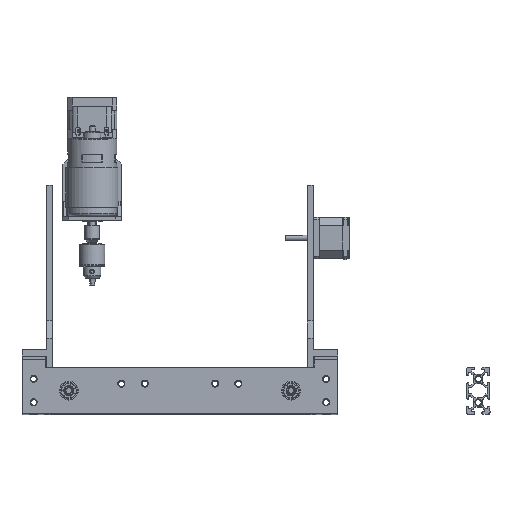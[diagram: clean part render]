
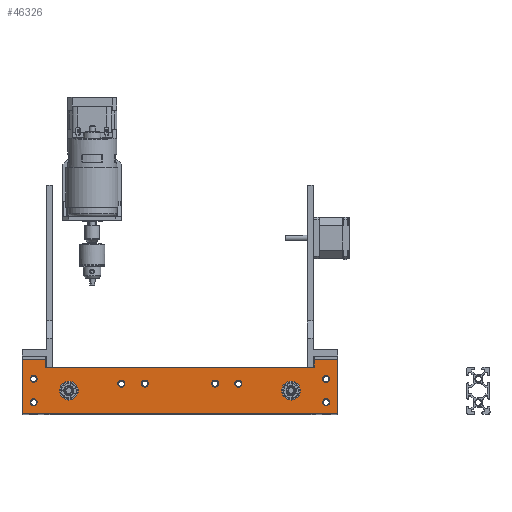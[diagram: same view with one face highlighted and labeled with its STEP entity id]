
A CAD part, top view. The second image highlights one B-rep face of the part: STEP entity #46326.
In plain terms, the highlighted planar face has unit normal (0, 0, 1).
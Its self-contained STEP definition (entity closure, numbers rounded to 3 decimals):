
#1400=FACE_BOUND('',#6857,.T.);
#1401=FACE_BOUND('',#6858,.T.);
#1402=FACE_BOUND('',#6859,.T.);
#1403=FACE_BOUND('',#6860,.T.);
#1404=FACE_BOUND('',#6861,.T.);
#1405=FACE_BOUND('',#6862,.T.);
#1406=FACE_BOUND('',#6863,.T.);
#1407=FACE_BOUND('',#6864,.T.);
#1408=FACE_BOUND('',#6865,.T.);
#1409=FACE_BOUND('',#6866,.T.);
#2243=PLANE('',#50081);
#4185=FACE_OUTER_BOUND('',#6856,.T.);
#6856=EDGE_LOOP('',(#36921,#36922,#36923,#36924,#36925,#36926,#36927,#36928));
#6857=EDGE_LOOP('',(#36929));
#6858=EDGE_LOOP('',(#36930));
#6859=EDGE_LOOP('',(#36931));
#6860=EDGE_LOOP('',(#36932));
#6861=EDGE_LOOP('',(#36933));
#6862=EDGE_LOOP('',(#36934));
#6863=EDGE_LOOP('',(#36935));
#6864=EDGE_LOOP('',(#36936));
#6865=EDGE_LOOP('',(#36937));
#6866=EDGE_LOOP('',(#36938));
#9056=CIRCLE('',#50041,3.);
#9058=CIRCLE('',#50044,3.);
#9060=CIRCLE('',#50047,3.);
#9062=CIRCLE('',#50050,3.);
#9064=CIRCLE('',#50053,3.);
#9066=CIRCLE('',#50056,3.);
#9068=CIRCLE('',#50059,3.);
#9070=CIRCLE('',#50062,3.);
#9073=CIRCLE('',#50067,8.);
#9077=CIRCLE('',#50074,8.);
#12381=LINE('',#99914,#16727);
#12384=LINE('',#99920,#16730);
#12389=LINE('',#99929,#16735);
#12392=LINE('',#99935,#16738);
#12394=LINE('',#99940,#16740);
#12408=LINE('',#100018,#16754);
#12411=LINE('',#100024,#16757);
#12414=LINE('',#100029,#16760);
#16727=VECTOR('',#58616,10.);
#16730=VECTOR('',#58621,10.);
#16735=VECTOR('',#58628,10.);
#16738=VECTOR('',#58633,10.);
#16740=VECTOR('',#58637,10.);
#16754=VECTOR('',#58729,10.);
#16757=VECTOR('',#58734,10.);
#16760=VECTOR('',#58739,10.);
#21265=VERTEX_POINT('',#99910);
#21267=VERTEX_POINT('',#99913);
#21269=VERTEX_POINT('',#99919);
#21272=VERTEX_POINT('',#99927);
#21274=VERTEX_POINT('',#99933);
#21276=VERTEX_POINT('',#99938);
#21278=VERTEX_POINT('',#99945);
#21280=VERTEX_POINT('',#99951);
#21282=VERTEX_POINT('',#99957);
#21284=VERTEX_POINT('',#99963);
#21286=VERTEX_POINT('',#99969);
#21288=VERTEX_POINT('',#99975);
#21290=VERTEX_POINT('',#99981);
#21292=VERTEX_POINT('',#99987);
#21295=VERTEX_POINT('',#99997);
#21299=VERTEX_POINT('',#100010);
#21301=VERTEX_POINT('',#100017);
#21303=VERTEX_POINT('',#100023);
#26848=EDGE_CURVE('',#21265,#21267,#12381,.T.);
#26851=EDGE_CURVE('',#21267,#21269,#12384,.T.);
#26856=EDGE_CURVE('',#21272,#21265,#12389,.T.);
#26859=EDGE_CURVE('',#21272,#21274,#12392,.T.);
#26861=EDGE_CURVE('',#21276,#21274,#12394,.T.);
#26865=EDGE_CURVE('',#21278,#21278,#9056,.T.);
#26868=EDGE_CURVE('',#21280,#21280,#9058,.T.);
#26871=EDGE_CURVE('',#21282,#21282,#9060,.T.);
#26874=EDGE_CURVE('',#21284,#21284,#9062,.T.);
#26877=EDGE_CURVE('',#21286,#21286,#9064,.T.);
#26880=EDGE_CURVE('',#21288,#21288,#9066,.T.);
#26883=EDGE_CURVE('',#21290,#21290,#9068,.T.);
#26886=EDGE_CURVE('',#21292,#21292,#9070,.T.);
#26890=EDGE_CURVE('',#21295,#21295,#9073,.T.);
#26896=EDGE_CURVE('',#21299,#21299,#9077,.T.);
#26899=EDGE_CURVE('',#21301,#21269,#12408,.T.);
#26902=EDGE_CURVE('',#21303,#21301,#12411,.T.);
#26905=EDGE_CURVE('',#21276,#21303,#12414,.T.);
#36921=ORIENTED_EDGE('',*,*,#26905,.T.);
#36922=ORIENTED_EDGE('',*,*,#26902,.T.);
#36923=ORIENTED_EDGE('',*,*,#26899,.T.);
#36924=ORIENTED_EDGE('',*,*,#26851,.F.);
#36925=ORIENTED_EDGE('',*,*,#26848,.F.);
#36926=ORIENTED_EDGE('',*,*,#26856,.F.);
#36927=ORIENTED_EDGE('',*,*,#26859,.T.);
#36928=ORIENTED_EDGE('',*,*,#26861,.F.);
#36929=ORIENTED_EDGE('',*,*,#26865,.T.);
#36930=ORIENTED_EDGE('',*,*,#26868,.T.);
#36931=ORIENTED_EDGE('',*,*,#26871,.T.);
#36932=ORIENTED_EDGE('',*,*,#26874,.T.);
#36933=ORIENTED_EDGE('',*,*,#26877,.T.);
#36934=ORIENTED_EDGE('',*,*,#26880,.T.);
#36935=ORIENTED_EDGE('',*,*,#26883,.T.);
#36936=ORIENTED_EDGE('',*,*,#26886,.T.);
#36937=ORIENTED_EDGE('',*,*,#26890,.T.);
#36938=ORIENTED_EDGE('',*,*,#26896,.T.);
#46326=ADVANCED_FACE('',(#4185,#1400,#1401,#1402,#1403,#1404,#1405,#1406,
#1407,#1408,#1409),#2243,.F.);
#50041=AXIS2_PLACEMENT_3D('',#99947,#58644,#58645);
#50044=AXIS2_PLACEMENT_3D('',#99953,#58651,#58652);
#50047=AXIS2_PLACEMENT_3D('',#99959,#58658,#58659);
#50050=AXIS2_PLACEMENT_3D('',#99965,#58665,#58666);
#50053=AXIS2_PLACEMENT_3D('',#99971,#58672,#58673);
#50056=AXIS2_PLACEMENT_3D('',#99977,#58679,#58680);
#50059=AXIS2_PLACEMENT_3D('',#99983,#58686,#58687);
#50062=AXIS2_PLACEMENT_3D('',#99989,#58693,#58694);
#50067=AXIS2_PLACEMENT_3D('',#99998,#58704,#58705);
#50074=AXIS2_PLACEMENT_3D('',#100011,#58720,#58721);
#50081=AXIS2_PLACEMENT_3D('',#100032,#58743,#58744);
#58616=DIRECTION('',(0.,1.,0.));
#58621=DIRECTION('',(1.,0.,0.));
#58628=DIRECTION('',(1.,0.,0.));
#58633=DIRECTION('',(0.,1.,0.));
#58637=DIRECTION('',(1.,0.,0.));
#58644=DIRECTION('center_axis',(0.,0.,
-1.));
#58645=DIRECTION('ref_axis',(-1.,0.,0.));
#58651=DIRECTION('center_axis',(0.,0.,
-1.));
#58652=DIRECTION('ref_axis',(-1.,0.,0.));
#58658=DIRECTION('center_axis',(0.,0.,
-1.));
#58659=DIRECTION('ref_axis',(-1.,0.,0.));
#58665=DIRECTION('center_axis',(0.,0.,
-1.));
#58666=DIRECTION('ref_axis',(-1.,0.,0.));
#58672=DIRECTION('center_axis',(0.,0.,
-1.));
#58673=DIRECTION('ref_axis',(-1.,0.,0.));
#58679=DIRECTION('center_axis',(0.,0.,
-1.));
#58680=DIRECTION('ref_axis',(-1.,0.,0.));
#58686=DIRECTION('center_axis',(0.,0.,
-1.));
#58687=DIRECTION('ref_axis',(-1.,0.,0.));
#58693=DIRECTION('center_axis',(0.,0.,
-1.));
#58694=DIRECTION('ref_axis',(-1.,0.,0.));
#58704=DIRECTION('center_axis',(0.,0.,
-1.));
#58705=DIRECTION('ref_axis',(1.,0.,0.));
#58720=DIRECTION('center_axis',(0.,0.,
-1.));
#58721=DIRECTION('ref_axis',(1.,0.,0.));
#58729=DIRECTION('',(0.,1.,0.));
#58734=DIRECTION('',(1.,0.,0.));
#58739=DIRECTION('',(0.,-1.,0.));
#58743=DIRECTION('center_axis',(0.,0.,
-1.));
#58744=DIRECTION('ref_axis',(-1.,0.,0.));
#99910=CARTESIAN_POINT('',(189.987,6.083,85.));
#99913=CARTESIAN_POINT('',(189.987,12.5,85.));
#99914=CARTESIAN_POINT('',(189.987,6.083,85.));
#99919=CARTESIAN_POINT('',(210.,12.5,85.));
#99920=CARTESIAN_POINT('',(-60.,12.5,85.));
#99927=CARTESIAN_POINT('',(-40.,6.083,85.));
#99929=CARTESIAN_POINT('',(0.,6.083,85.));
#99933=CARTESIAN_POINT('',(-40.,12.5,85.));
#99935=CARTESIAN_POINT('',(-40.,6.083,85.));
#99938=CARTESIAN_POINT('',(-60.,12.5,85.));
#99940=CARTESIAN_POINT('',(-60.,12.5,85.));
#99945=CARTESIAN_POINT('',(203.,-23.917,85.));
#99947=CARTESIAN_POINT('Origin',(200.,-23.917,85.));
#99951=CARTESIAN_POINT('',(-47.,-3.917,85.));
#99953=CARTESIAN_POINT('Origin',(-50.,-3.917,85.));
#99957=CARTESIAN_POINT('',(203.,-3.917,85.));
#99959=CARTESIAN_POINT('Origin',(200.,-3.917,85.));
#99963=CARTESIAN_POINT('',(-47.,-23.917,85.));
#99965=CARTESIAN_POINT('Origin',(-50.,-23.917,85.));
#99969=CARTESIAN_POINT('',(108.,-7.917,85.));
#99971=CARTESIAN_POINT('Origin',(105.,-7.917,85.));
#99975=CARTESIAN_POINT('',(48.,-7.917,85.));
#99977=CARTESIAN_POINT('Origin',(45.,-7.917,85.));
#99981=CARTESIAN_POINT('',(128.,-7.917,85.));
#99983=CARTESIAN_POINT('Origin',(125.,-7.917,85.));
#99987=CARTESIAN_POINT('',(28.,-7.917,85.));
#99989=CARTESIAN_POINT('Origin',(25.,-7.917,85.));
#99997=CARTESIAN_POINT('',(162.,-14.,85.));
#99998=CARTESIAN_POINT('Origin',(170.,-14.,85.));
#100010=CARTESIAN_POINT('',(-28.,-14.,85.));
#100011=CARTESIAN_POINT('Origin',(-20.,-14.,85.));
#100017=CARTESIAN_POINT('',(210.,-33.917,85.));
#100018=CARTESIAN_POINT('',(210.,6.083,85.));
#100023=CARTESIAN_POINT('',(-60.,-33.917,85.));
#100024=CARTESIAN_POINT('',(160.,-33.917,85.));
#100029=CARTESIAN_POINT('',(-60.,-29.417,85.));
#100032=CARTESIAN_POINT('Origin',(103.,-14.708,85.));
